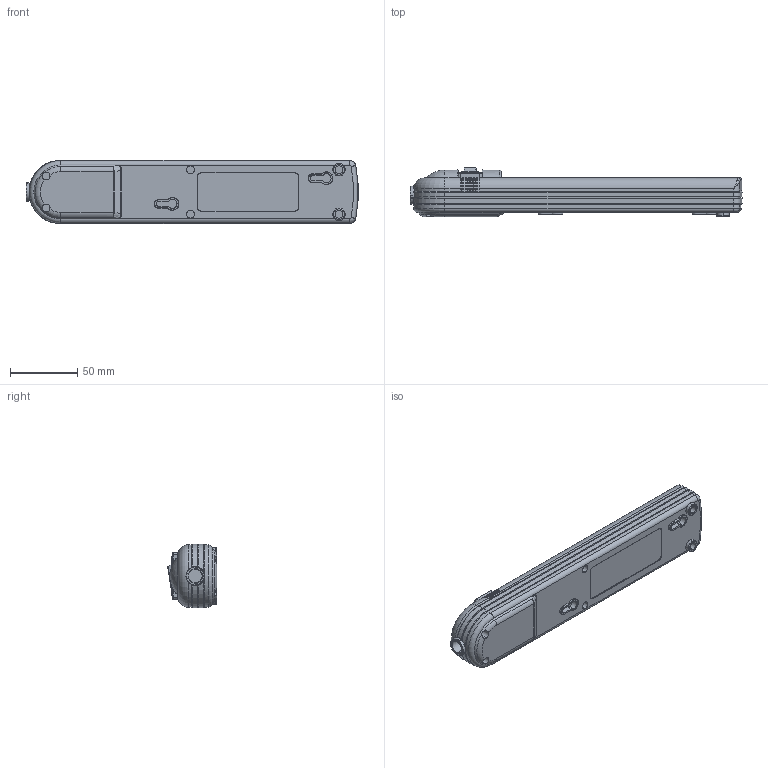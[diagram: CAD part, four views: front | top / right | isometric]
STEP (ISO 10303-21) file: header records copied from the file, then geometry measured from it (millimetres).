
FILE_DESCRIPTION (( 'STEP AP203' ), '1' );
FILE_NAME ('Power strip.STEP', '2012-10-15T18:59:31', ( '' ), ( '' ), 'SwSTEP 2.0', 'SolidWorks 2011', '' );
FILE_SCHEMA (( 'CONFIG_CONTROL_DESIGN' ));
Length unit declared in the file: inch
Products named in the file (1): Power strip
Bounding box: 246.39 x 36.7 x 46.99 mm (x, y, z)
Volume: 276830.7 mm3; surface area: 46890.9 mm2
Topology: 1 solids, 1 shells, 973 faces, 2355 edges, 1424 vertices
Faces by surface type: plane 411, cylinder 280, torus 197, bspline 73, cone 7, sphere 5
Entity records: 31742 total; most frequent: CARTESIAN_POINT 9188, DIRECTION 4739, ORIENTED_EDGE 4686, EDGE_CURVE 2343, AXIS2_PLACEMENT_3D 1747, VERTEX_POINT 1422, LINE 1245, VECTOR 1245
